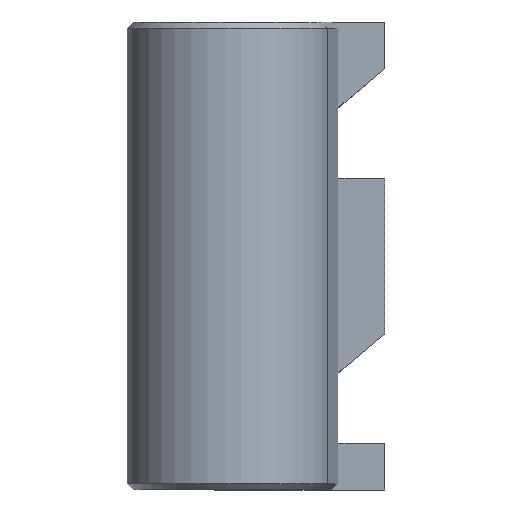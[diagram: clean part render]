
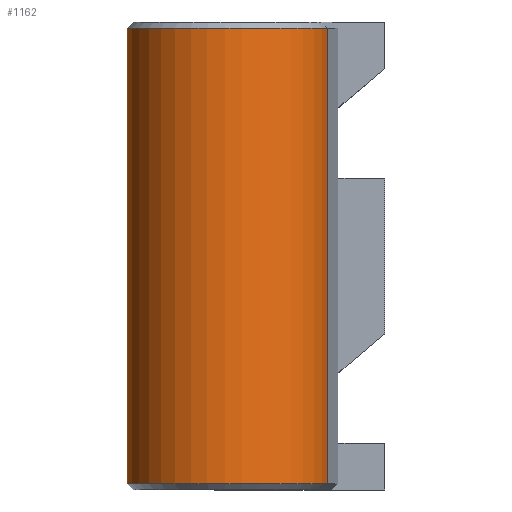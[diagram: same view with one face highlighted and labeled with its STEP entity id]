
A CAD part, front view. The second image highlights one B-rep face of the part: STEP entity #1162.
In plain terms, the highlighted cylindrical face has radius 6.5 mm (diameter 13 mm), a partial arc.
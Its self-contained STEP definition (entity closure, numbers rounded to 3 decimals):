
#23=CYLINDRICAL_SURFACE('',#1256,6.5);
#57=CIRCLE('',#1249,6.5);
#58=CIRCLE('',#1257,6.5);
#123=FACE_OUTER_BOUND('',#190,.T.);
#190=EDGE_LOOP('',(#868,#869,#870,#871));
#299=LINE('',#1862,#413);
#301=LINE('',#1870,#415);
#413=VECTOR('',#1475,10.);
#415=VECTOR('',#1483,10.);
#521=VERTEX_POINT('',#1844);
#522=VERTEX_POINT('',#1849);
#524=VERTEX_POINT('',#1861);
#527=VERTEX_POINT('',#1869);
#651=EDGE_CURVE('',#521,#522,#57,.T.);
#656=EDGE_CURVE('',#524,#522,#299,.T.);
#660=EDGE_CURVE('',#527,#521,#301,.T.);
#661=EDGE_CURVE('',#524,#527,#58,.T.);
#868=ORIENTED_EDGE('',*,*,#651,.F.);
#869=ORIENTED_EDGE('',*,*,#660,.F.);
#870=ORIENTED_EDGE('',*,*,#661,.F.);
#871=ORIENTED_EDGE('',*,*,#656,.T.);
#1162=ADVANCED_FACE('',(#123),#23,.T.);
#1249=AXIS2_PLACEMENT_3D('',#1851,#1461,#1462);
#1256=AXIS2_PLACEMENT_3D('',#1868,#1481,#1482);
#1257=AXIS2_PLACEMENT_3D('',#1871,#1484,#1485);
#1461=DIRECTION('center_axis',(0.,0.,-1.));
#1462=DIRECTION('ref_axis',(-0.976,0.22,0.));
#1475=DIRECTION('',(0.,0.,-1.));
#1481=DIRECTION('center_axis',(0.,0.,-1.));
#1482=DIRECTION('ref_axis',(-0.454,-0.891,0.));
#1483=DIRECTION('',(0.,0.,-1.));
#1484=DIRECTION('center_axis',(0.,0.,1.));
#1485=DIRECTION('ref_axis',(-0.976,0.22,0.));
#1844=CARTESIAN_POINT('',(41.641,-33.964,0.4));
#1849=CARTESIAN_POINT('',(30.418,-28.246,0.4));
#1851=CARTESIAN_POINT('Origin',(35.3,-32.537,0.4));
#1861=CARTESIAN_POINT('',(30.418,-28.246,29.6));
#1862=CARTESIAN_POINT('',(30.418,-28.246,30.));
#1868=CARTESIAN_POINT('Origin',(35.3,-32.537,30.));
#1869=CARTESIAN_POINT('',(41.641,-33.964,29.6));
#1870=CARTESIAN_POINT('',(41.641,-33.964,30.));
#1871=CARTESIAN_POINT('Origin',(35.3,-32.537,29.6));
